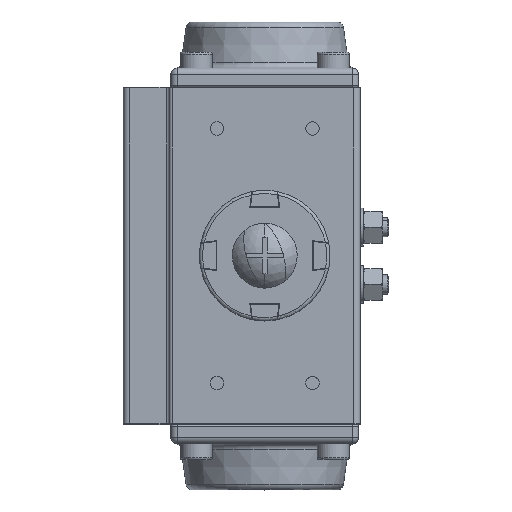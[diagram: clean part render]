
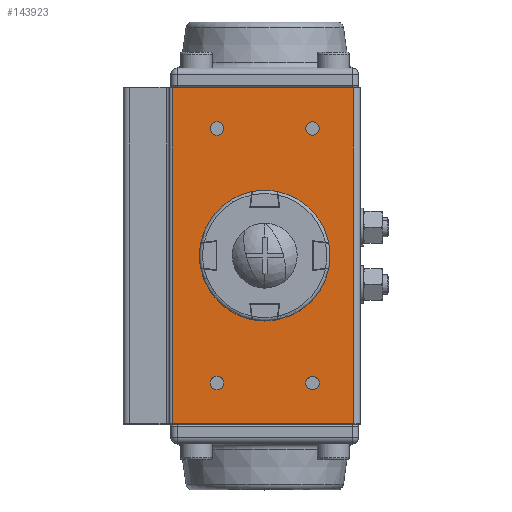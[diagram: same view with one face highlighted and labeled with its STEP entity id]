
A CAD part, top view. The second image highlights one B-rep face of the part: STEP entity #143923.
In plain terms, the highlighted planar face has unit normal (0, 0, 1).
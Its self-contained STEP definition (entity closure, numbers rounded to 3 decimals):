
#143784=CARTESIAN_POINT('',(28.,53.,103.));
#143785=DIRECTION('',(0.,0.,-1.));
#143786=DIRECTION('',(0.,-1.,-0.));
#143787=AXIS2_PLACEMENT_3D('',#143784,#143785,#143786);
#143788=PLANE('',#143787);
#143789=CARTESIAN_POINT('',(15.,-37.9,103.));
#143790=VERTEX_POINT('',#143789);
#143791=CARTESIAN_POINT('',(15.,-42.1,103.));
#143792=VERTEX_POINT('',#143791);
#143793=CARTESIAN_POINT('',(15.,-40.,103.));
#143794=DIRECTION('',(0.,-0.,1.));
#143795=DIRECTION('',(0.,1.,0.));
#143796=AXIS2_PLACEMENT_3D('',#143793,#143794,#143795);
#143797=CIRCLE('',#143796,2.1);
#143798=EDGE_CURVE('NONE',#143790,#143792,#143797,.T.);
#143799=ORIENTED_EDGE('',*,*,#143798,.F.);
#143800=CARTESIAN_POINT('',(15.,-40.,103.));
#143801=DIRECTION('',(0.,-0.,1.));
#143802=DIRECTION('',(0.,1.,0.));
#143803=AXIS2_PLACEMENT_3D('',#143800,#143801,#143802);
#143804=CIRCLE('',#143803,2.1);
#143805=EDGE_CURVE('NONE',#143792,#143790,#143804,.T.);
#143806=ORIENTED_EDGE('',*,*,#143805,.F.);
#143807=EDGE_LOOP('',(#143799,#143806));
#143808=FACE_BOUND('',#143807,.T.);
#143809=CARTESIAN_POINT('',(-15.,-37.9,103.));
#143810=VERTEX_POINT('',#143809);
#143811=CARTESIAN_POINT('',(-15.,-42.1,103.));
#143812=VERTEX_POINT('',#143811);
#143813=CARTESIAN_POINT('',(-15.,-40.,103.));
#143814=DIRECTION('',(0.,-0.,1.));
#143815=DIRECTION('',(0.,1.,0.));
#143816=AXIS2_PLACEMENT_3D('',#143813,#143814,#143815);
#143817=CIRCLE('',#143816,2.1);
#143818=EDGE_CURVE('NONE',#143810,#143812,#143817,.T.);
#143819=ORIENTED_EDGE('',*,*,#143818,.F.);
#143820=CARTESIAN_POINT('',(-15.,-40.,103.));
#143821=DIRECTION('',(0.,-0.,1.));
#143822=DIRECTION('',(0.,1.,0.));
#143823=AXIS2_PLACEMENT_3D('',#143820,#143821,#143822);
#143824=CIRCLE('',#143823,2.1);
#143825=EDGE_CURVE('NONE',#143812,#143810,#143824,.T.);
#143826=ORIENTED_EDGE('',*,*,#143825,.F.);
#143827=EDGE_LOOP('',(#143819,#143826));
#143828=FACE_BOUND('',#143827,.T.);
#143829=CARTESIAN_POINT('',(-15.,42.1,103.));
#143830=VERTEX_POINT('',#143829);
#143831=CARTESIAN_POINT('',(-15.,37.9,103.));
#143832=VERTEX_POINT('',#143831);
#143833=CARTESIAN_POINT('',(-15.,40.,103.));
#143834=DIRECTION('',(0.,-0.,1.));
#143835=DIRECTION('',(0.,1.,0.));
#143836=AXIS2_PLACEMENT_3D('',#143833,#143834,#143835);
#143837=CIRCLE('',#143836,2.1);
#143838=EDGE_CURVE('NONE',#143830,#143832,#143837,.T.);
#143839=ORIENTED_EDGE('',*,*,#143838,.F.);
#143840=CARTESIAN_POINT('',(-15.,40.,103.));
#143841=DIRECTION('',(0.,-0.,1.));
#143842=DIRECTION('',(0.,1.,0.));
#143843=AXIS2_PLACEMENT_3D('',#143840,#143841,#143842);
#143844=CIRCLE('',#143843,2.1);
#143845=EDGE_CURVE('NONE',#143832,#143830,#143844,.T.);
#143846=ORIENTED_EDGE('',*,*,#143845,.F.);
#143847=EDGE_LOOP('',(#143839,#143846));
#143848=FACE_BOUND('',#143847,.T.);
#143849=CARTESIAN_POINT('',(15.,42.1,103.));
#143850=VERTEX_POINT('',#143849);
#143851=CARTESIAN_POINT('',(15.,37.9,103.));
#143852=VERTEX_POINT('',#143851);
#143853=CARTESIAN_POINT('',(15.,40.,103.));
#143854=DIRECTION('',(0.,-0.,1.));
#143855=DIRECTION('',(0.,1.,0.));
#143856=AXIS2_PLACEMENT_3D('',#143853,#143854,#143855);
#143857=CIRCLE('',#143856,2.1);
#143858=EDGE_CURVE('NONE',#143850,#143852,#143857,.T.);
#143859=ORIENTED_EDGE('',*,*,#143858,.F.);
#143860=CARTESIAN_POINT('',(15.,40.,103.));
#143861=DIRECTION('',(0.,-0.,1.));
#143862=DIRECTION('',(0.,1.,0.));
#143863=AXIS2_PLACEMENT_3D('',#143860,#143861,#143862);
#143864=CIRCLE('',#143863,2.1);
#143865=EDGE_CURVE('NONE',#143852,#143850,#143864,.T.);
#143866=ORIENTED_EDGE('',*,*,#143865,.F.);
#143867=EDGE_LOOP('',(#143859,#143866));
#143868=FACE_BOUND('',#143867,.T.);
#143869=CARTESIAN_POINT('',(-29.,52.787,103.));
#143870=VERTEX_POINT('',#143869);
#143871=CARTESIAN_POINT('',(-29.,-52.786,103.));
#143872=VERTEX_POINT('',#143871);
#143873=CARTESIAN_POINT('',(-29.,52.787,103.));
#143874=DIRECTION('',(0.,-1.,-0.));
#143875=VECTOR('',#143874,105.573);
#143876=LINE('',#143873,#143875);
#143877=EDGE_CURVE('',#143870,#143872,#143876,.T.);
#143878=ORIENTED_EDGE('',*,*,#143877,.T.);
#143879=CARTESIAN_POINT('',(28.,-52.786,103.));
#143880=VERTEX_POINT('',#143879);
#143881=CARTESIAN_POINT('',(-29.,-52.786,103.));
#143882=DIRECTION('',(1.,0.,-0.));
#143883=VECTOR('',#143882,57.);
#143884=LINE('',#143881,#143883);
#143885=EDGE_CURVE('',#143872,#143880,#143884,.T.);
#143886=ORIENTED_EDGE('',*,*,#143885,.T.);
#143887=CARTESIAN_POINT('',(28.,52.787,103.));
#143888=VERTEX_POINT('',#143887);
#143889=CARTESIAN_POINT('',(28.,52.787,103.));
#143890=DIRECTION('',(0.,-1.,-0.));
#143891=VECTOR('',#143890,105.573);
#143892=LINE('',#143889,#143891);
#143893=EDGE_CURVE('',#143888,#143880,#143892,.T.);
#143894=ORIENTED_EDGE('',*,*,#143893,.F.);
#143895=CARTESIAN_POINT('',(28.,52.787,103.));
#143896=DIRECTION('',(-1.,-0.,0.));
#143897=VECTOR('',#143896,57.);
#143898=LINE('',#143895,#143897);
#143899=EDGE_CURVE('',#143888,#143870,#143898,.T.);
#143900=ORIENTED_EDGE('',*,*,#143899,.T.);
#143901=EDGE_LOOP('',(#143878,#143886,#143894,#143900));
#143902=FACE_BOUND('',#143901,.T.);
#143903=CARTESIAN_POINT('',(0.,7.,103.));
#143904=VERTEX_POINT('',#143903);
#143905=CARTESIAN_POINT('',(0.,-7.,103.));
#143906=VERTEX_POINT('',#143905);
#143907=CARTESIAN_POINT('',(0.,0.,103.));
#143908=DIRECTION('',(0.,0.,-1.));
#143909=DIRECTION('',(0.,1.,0.));
#143910=AXIS2_PLACEMENT_3D('',#143907,#143908,#143909);
#143911=CIRCLE('',#143910,7.);
#143912=EDGE_CURVE('',#143904,#143906,#143911,.T.);
#143913=ORIENTED_EDGE('',*,*,#143912,.T.);
#143914=CARTESIAN_POINT('',(0.,0.,103.));
#143915=DIRECTION('',(0.,0.,-1.));
#143916=DIRECTION('',(0.,1.,0.));
#143917=AXIS2_PLACEMENT_3D('',#143914,#143915,#143916);
#143918=CIRCLE('',#143917,7.);
#143919=EDGE_CURVE('',#143906,#143904,#143918,.T.);
#143920=ORIENTED_EDGE('',*,*,#143919,.T.);
#143921=EDGE_LOOP('',(#143913,#143920));
#143922=FACE_BOUND('',#143921,.T.);
#143923=ADVANCED_FACE('',(#143808,#143828,#143848,#143868,#143902,#143922),#143788,.F.);
